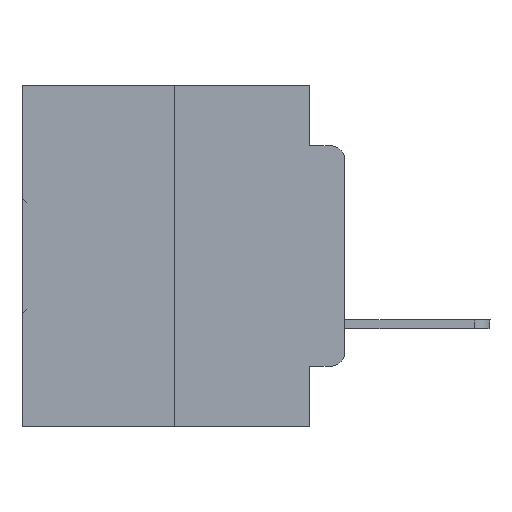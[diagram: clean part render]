
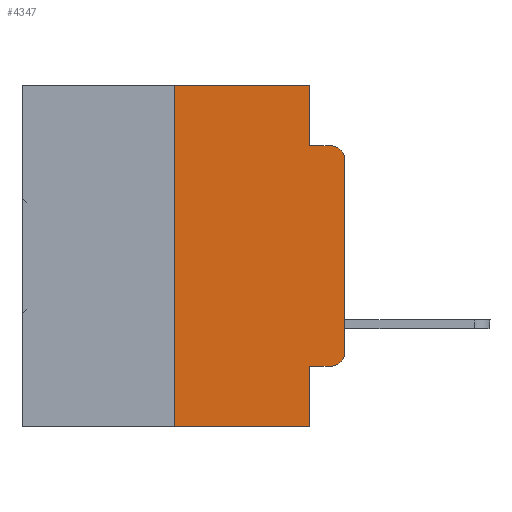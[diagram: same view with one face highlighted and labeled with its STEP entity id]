
A CAD part, left-side view. The second image highlights one B-rep face of the part: STEP entity #4347.
In plain terms, the highlighted planar face has unit normal (-1, 0, 0).
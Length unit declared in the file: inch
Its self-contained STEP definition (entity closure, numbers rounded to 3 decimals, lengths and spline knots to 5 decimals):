
#84 = ORIENTED_EDGE ( 'NONE', *, *, #31154, .F. ) ;
#758 = CIRCLE ( 'NONE', #23887, 0.02 ) ;
#1832 = CARTESIAN_POINT ( 'NONE',  ( 0., 0.02, -0.1085 ) ) ;
#1861 = LINE ( 'NONE', #14516, #16431 ) ;
#2346 = DIRECTION ( 'NONE',  ( 0., 0., -1. ) ) ;
#2755 = VECTOR ( 'NONE', #19814, 39.37008 ) ;
#2934 = VERTEX_POINT ( 'NONE', #20006 ) ;
#3520 = VECTOR ( 'NONE', #22504, 39.37008 ) ;
#4134 = CARTESIAN_POINT ( 'NONE',  ( 0., 0.051, 0. ) ) ;
#4347 = ADVANCED_FACE ( 'NONE', ( #24274 ), #17861, .F. ) ;
#4351 = LINE ( 'NONE', #12433, #20092 ) ;
#4396 = VERTEX_POINT ( 'NONE', #25638 ) ;
#4784 = EDGE_CURVE ( 'NONE', #2934, #19617, #758, .T. ) ;
#5191 = DIRECTION ( 'NONE',  ( 1., 0., 0. ) ) ;
#5495 = CARTESIAN_POINT ( 'NONE',  ( 0., 0.02, -0.0885 ) ) ;
#5533 = VECTOR ( 'NONE', #26895, 39.37008 ) ;
#5813 = CARTESIAN_POINT ( 'NONE',  ( 0., 0.25, 0. ) ) ;
#6763 = VERTEX_POINT ( 'NONE', #5813 ) ;
#6834 = CARTESIAN_POINT ( 'NONE',  ( 0., 0., 0. ) ) ;
#6905 = EDGE_CURVE ( 'NONE', #6763, #9460, #4351, .T. ) ;
#6938 = ORIENTED_EDGE ( 'NONE', *, *, #14869, .T. ) ;
#6946 = DIRECTION ( 'NONE',  ( 0., -1., 0. ) ) ;
#7968 = CARTESIAN_POINT ( 'NONE',  ( 0., 0.25, 0. ) ) ;
#9009 = VERTEX_POINT ( 'NONE', #14400 ) ;
#9059 = VECTOR ( 'NONE', #13443, 39.37008 ) ;
#9460 = VERTEX_POINT ( 'NONE', #24354 ) ;
#9994 = LINE ( 'NONE', #32530, #5533 ) ;
#10158 = DIRECTION ( 'NONE',  ( -1., 0., 0. ) ) ;
#10515 = VERTEX_POINT ( 'NONE', #25165 ) ;
#10775 = CIRCLE ( 'NONE', #14411, 0.02 ) ;
#11061 = ORIENTED_EDGE ( 'NONE', *, *, #31101, .T. ) ;
#12202 = ORIENTED_EDGE ( 'NONE', *, *, #13753, .T. ) ;
#12433 = CARTESIAN_POINT ( 'NONE',  ( 0., 0.473, 0. ) ) ;
#12791 = DIRECTION ( 'NONE',  ( 0., 0., -1. ) ) ;
#13443 = DIRECTION ( 'NONE',  ( 0., 0., 1. ) ) ;
#13753 = EDGE_CURVE ( 'NONE', #10515, #2934, #22503, .T. ) ;
#14400 = CARTESIAN_POINT ( 'NONE',  ( 0., 0.051, -0.0885 ) ) ;
#14411 = AXIS2_PLACEMENT_3D ( 'NONE', #1832, #30038, #19928 ) ;
#14516 = CARTESIAN_POINT ( 'NONE',  ( 0., 0.473, -0.5 ) ) ;
#14869 = EDGE_CURVE ( 'NONE', #18673, #28208, #1861, .T. ) ;
#15021 = ORIENTED_EDGE ( 'NONE', *, *, #18891, .F. ) ;
#15732 = LINE ( 'NONE', #24896, #29819 ) ;
#16431 = VECTOR ( 'NONE', #25051, 39.37008 ) ;
#16566 = EDGE_LOOP ( 'NONE', ( #11061, #31438, #84, #17815, #21340, #15021, #6938, #17812, #12202, #29686 ) ) ;
#16790 = LINE ( 'NONE', #7968, #9059 ) ;
#16964 = LINE ( 'NONE', #6834, #2755 ) ;
#17293 = VECTOR ( 'NONE', #24263, 39.37008 ) ;
#17812 = ORIENTED_EDGE ( 'NONE', *, *, #23918, .F. ) ;
#17815 = ORIENTED_EDGE ( 'NONE', *, *, #32890, .F. ) ;
#17861 = PLANE ( 'NONE',  #19163 ) ;
#18673 = VERTEX_POINT ( 'NONE', #20070 ) ;
#18891 = EDGE_CURVE ( 'NONE', #18673, #6763, #16790, .T. ) ;
#19163 = AXIS2_PLACEMENT_3D ( 'NONE', #20645, #5191, #2346 ) ;
#19617 = VERTEX_POINT ( 'NONE', #25851 ) ;
#19814 = DIRECTION ( 'NONE',  ( 0., 0., 1. ) ) ;
#19928 = DIRECTION ( 'NONE',  ( 0., 0., -1. ) ) ;
#20006 = CARTESIAN_POINT ( 'NONE',  ( 0., 0.02, -0.4115 ) ) ;
#20070 = CARTESIAN_POINT ( 'NONE',  ( 0., 0.25, -0.5 ) ) ;
#20092 = VECTOR ( 'NONE', #30092, 39.37008 ) ;
#20645 = CARTESIAN_POINT ( 'NONE',  ( 0., 0.473, 0. ) ) ;
#21340 = ORIENTED_EDGE ( 'NONE', *, *, #6905, .F. ) ;
#22503 = LINE ( 'NONE', #27206, #17293 ) ;
#22504 = DIRECTION ( 'NONE',  ( 0., 0., -1. ) ) ;
#22720 = CARTESIAN_POINT ( 'NONE',  ( 0., 0.02, -0.3915 ) ) ;
#23656 = VERTEX_POINT ( 'NONE', #5495 ) ;
#23887 = AXIS2_PLACEMENT_3D ( 'NONE', #22720, #10158, #12791 ) ;
#23918 = EDGE_CURVE ( 'NONE', #10515, #28208, #30981, .T. ) ;
#24263 = DIRECTION ( 'NONE',  ( 0., -1., 0. ) ) ;
#24274 = FACE_OUTER_BOUND ( 'NONE', #16566, .T. ) ;
#24354 = CARTESIAN_POINT ( 'NONE',  ( 0., 0.051, 0. ) ) ;
#24896 = CARTESIAN_POINT ( 'NONE',  ( 0., 0.051, -0.0885 ) ) ;
#25051 = DIRECTION ( 'NONE',  ( 0., -1., 0. ) ) ;
#25165 = CARTESIAN_POINT ( 'NONE',  ( 0., 0.051, -0.4115 ) ) ;
#25638 = CARTESIAN_POINT ( 'NONE',  ( 0., 0., -0.1085 ) ) ;
#25851 = CARTESIAN_POINT ( 'NONE',  ( 0., 0., -0.3915 ) ) ;
#26895 = DIRECTION ( 'NONE',  ( 0., 0., -1. ) ) ;
#27206 = CARTESIAN_POINT ( 'NONE',  ( 0., 0.051, -0.4115 ) ) ;
#28208 = VERTEX_POINT ( 'NONE', #28815 ) ;
#28815 = CARTESIAN_POINT ( 'NONE',  ( 0., 0.051, -0.5 ) ) ;
#29686 = ORIENTED_EDGE ( 'NONE', *, *, #4784, .T. ) ;
#29819 = VECTOR ( 'NONE', #6946, 39.37008 ) ;
#30038 = DIRECTION ( 'NONE',  ( -1., 0., 0. ) ) ;
#30092 = DIRECTION ( 'NONE',  ( 0., -1., 0. ) ) ;
#30981 = LINE ( 'NONE', #4134, #3520 ) ;
#31101 = EDGE_CURVE ( 'NONE', #19617, #4396, #16964, .T. ) ;
#31154 = EDGE_CURVE ( 'NONE', #9009, #23656, #15732, .T. ) ;
#31438 = ORIENTED_EDGE ( 'NONE', *, *, #32963, .T. ) ;
#32530 = CARTESIAN_POINT ( 'NONE',  ( 0., 0.051, 0. ) ) ;
#32890 = EDGE_CURVE ( 'NONE', #9460, #9009, #9994, .T. ) ;
#32963 = EDGE_CURVE ( 'NONE', #4396, #23656, #10775, .T. ) ;
